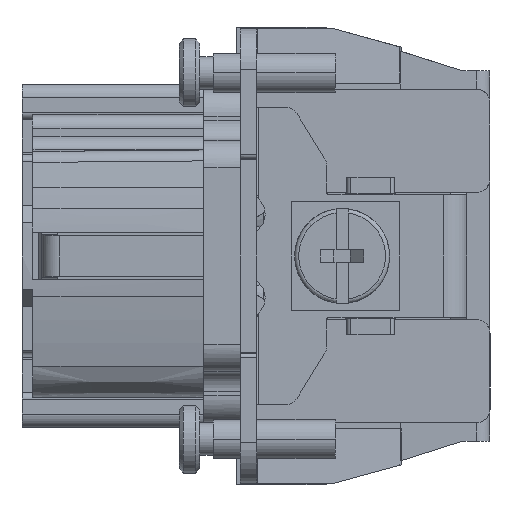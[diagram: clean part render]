
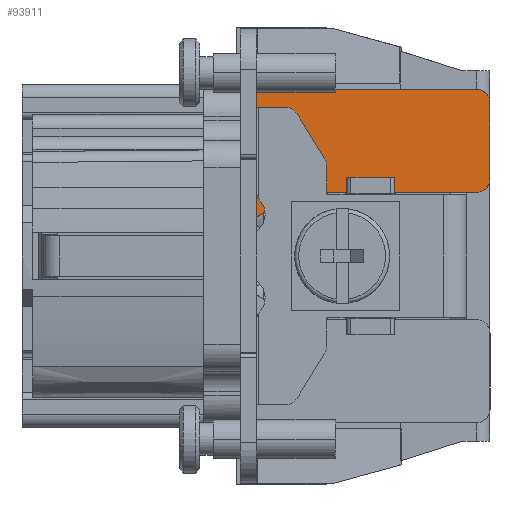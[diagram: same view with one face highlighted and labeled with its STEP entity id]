
A CAD part, left-side view. The second image highlights one B-rep face of the part: STEP entity #93911.
In plain terms, the highlighted planar face has unit normal (-1, -0.005, 0).
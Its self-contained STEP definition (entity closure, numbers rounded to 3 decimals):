
#8679=DIRECTION('',(-0.005,0.865,-0.502));
#8680=VECTOR('',#8679,1.792);
#8681=CARTESIAN_POINT('',(-44.892,-2.55,3.65));
#8682=LINE('',#8681,#8680);
#11392=DIRECTION('',(0.,0.,1.));
#11393=VECTOR('',#11392,5.6);
#11394=CARTESIAN_POINT('',(-44.809,-18.4,5.7));
#11395=LINE('',#11394,#11393);
#20477=DIRECTION('',(0.,0.,1.));
#20478=VECTOR('',#20477,8.05);
#20479=CARTESIAN_POINT('',(-44.9,-0.998,4.25));
#20480=LINE('',#20479,#20478);
#20481=DIRECTION('',(0.005,-1.,0.));
#20482=VECTOR('',#20481,16.405);
#20483=CARTESIAN_POINT('',(-44.9,-0.995,12.3));
#20484=LINE('',#20483,#20482);
#20485=CARTESIAN_POINT('',(-44.9,-0.998,4.25));
#20486=CARTESIAN_POINT('',(-44.9,-0.998,
3.75));
#20487=CARTESIAN_POINT('',(-44.9,-1.,3.25));
#20488=CARTESIAN_POINT('',(-44.9,-1.,2.75));
#21617=CARTESIAN_POINT('',(-44.814,-17.4,12.3));
#21618=CARTESIAN_POINT('',(-44.813,-17.567,12.3));
#21619=CARTESIAN_POINT('',(-44.812,-17.828,
12.228));
#21620=CARTESIAN_POINT('',(-44.81,-18.122,
12.022));
#21621=CARTESIAN_POINT('',(-44.809,-18.328,
11.728));
#21622=CARTESIAN_POINT('',(-44.809,-18.4,11.467));
#21623=CARTESIAN_POINT('',(-44.809,-18.4,11.3));
#25694=DIRECTION('',(0.005,-1.,0.));
#25695=VECTOR('',#25694,14.85);
#25696=CARTESIAN_POINT('',(-44.892,-2.55,4.7));
#25697=LINE('',#25696,#25695);
#25852=CARTESIAN_POINT('',(-44.809,-18.4,5.7));
#25853=CARTESIAN_POINT('',(-44.809,-18.4,5.533));
#25854=CARTESIAN_POINT('',(-44.809,-18.328,
5.272));
#25855=CARTESIAN_POINT('',(-44.81,-18.122,
4.978));
#25856=CARTESIAN_POINT('',(-44.812,-17.828,
4.772));
#25857=CARTESIAN_POINT('',(-44.813,-17.567,4.7));
#25858=CARTESIAN_POINT('',(-44.814,-17.4,4.7));
#25880=DIRECTION('',(0.,0.,-1.));
#25881=VECTOR('',#25880,1.05);
#25882=CARTESIAN_POINT('',(-44.892,-2.55,4.7));
#25883=LINE('',#25882,#25881);
#60456=CARTESIAN_POINT('',(-44.809,-18.4,5.7));
#60457=CARTESIAN_POINT('',(-44.809,-18.4,11.3));
#60458=VERTEX_POINT('',#60456);
#60459=VERTEX_POINT('',#60457);
#60466=CARTESIAN_POINT('',(-44.892,-2.55,4.7));
#60467=CARTESIAN_POINT('',(-44.892,-2.55,3.65));
#60468=VERTEX_POINT('',#60466);
#60469=VERTEX_POINT('',#60467);
#60472=CARTESIAN_POINT('',(-44.9,-1.,2.75));
#60473=VERTEX_POINT('',#60472);
#60474=CARTESIAN_POINT('',(-44.814,-17.4,4.7));
#60475=VERTEX_POINT('',#60474);
#60477=VERTEX_POINT('',#21617);
#60586=CARTESIAN_POINT('',(-44.9,-0.998,4.25));
#60587=CARTESIAN_POINT('',(-44.9,-0.995,12.3));
#60588=VERTEX_POINT('',#60586);
#60589=VERTEX_POINT('',#60587);
#93888=CARTESIAN_POINT('',(-44.905,-0.001,
-13.753));
#93889=DIRECTION('',(-1.,-0.005,0.));
#93890=DIRECTION('',(0.,0.,-1.));
#93891=AXIS2_PLACEMENT_3D('',#93888,#93889,#93890);
#93892=PLANE('',#93891);
#93894=ORIENTED_EDGE('',*,*,#93893,.T.);
#93896=ORIENTED_EDGE('',*,*,#93895,.T.);
#93898=ORIENTED_EDGE('',*,*,#93897,.T.);
#93899=ORIENTED_EDGE('',*,*,#87562,.F.);
#93901=ORIENTED_EDGE('',*,*,#93900,.T.);
#93903=ORIENTED_EDGE('',*,*,#93902,.F.);
#93905=ORIENTED_EDGE('',*,*,#93904,.T.);
#93906=ORIENTED_EDGE('',*,*,#84211,.T.);
#93908=ORIENTED_EDGE('',*,*,#93907,.F.);
#93909=EDGE_LOOP('',(#93894,#93896,#93898,#93899,#93901,#93903,#93905,#93906,
#93908));
#93910=FACE_OUTER_BOUND('',#93909,.F.);
#93911=ADVANCED_FACE('',(#93910),#93892,.T.);
#20489=B_SPLINE_CURVE_WITH_KNOTS('',3,(#20485,#20486,#20487,#20488),
.UNSPECIFIED.,.F.,.F.,(4,4),(0.,1.),.UNSPECIFIED.);
#21624=B_SPLINE_CURVE_WITH_KNOTS('',3,(#21617,#21618,#21619,#21620,#21621,
#21622,#21623),.UNSPECIFIED.,.F.,.F.,(4,1,1,1,4),(0.,0.25,0.5,0.75,
1.),.UNSPECIFIED.);
#25859=B_SPLINE_CURVE_WITH_KNOTS('',3,(#25852,#25853,#25854,#25855,#25856,
#25857,#25858),.UNSPECIFIED.,.F.,.F.,(4,1,1,1,4),(0.,0.25,0.5,0.75,
1.),.UNSPECIFIED.);
#84211=EDGE_CURVE('',#60469,#60473,#8682,.T.);
#87562=EDGE_CURVE('',#60458,#60459,#11395,.T.);
#93893=EDGE_CURVE('',#60588,#60589,#20480,.T.);
#93895=EDGE_CURVE('',#60589,#60477,#20484,.T.);
#93897=EDGE_CURVE('',#60477,#60459,#21624,.T.);
#93900=EDGE_CURVE('',#60458,#60475,#25859,.T.);
#93902=EDGE_CURVE('',#60468,#60475,#25697,.T.);
#93904=EDGE_CURVE('',#60468,#60469,#25883,.T.);
#93907=EDGE_CURVE('',#60588,#60473,#20489,.T.);
